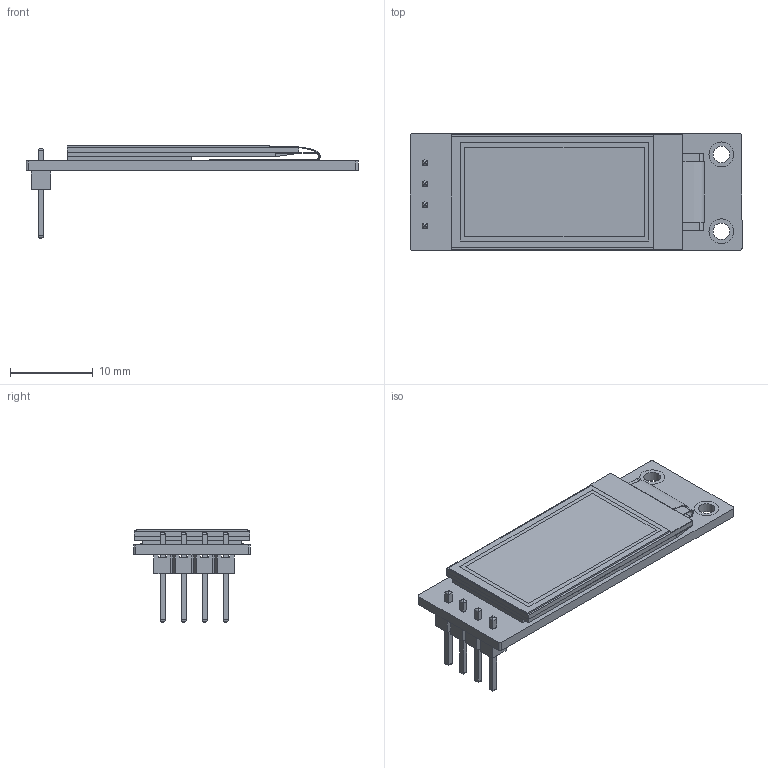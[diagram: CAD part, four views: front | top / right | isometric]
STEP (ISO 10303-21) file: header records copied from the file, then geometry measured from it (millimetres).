
FILE_DESCRIPTION(/* description */ (''),/* implementation_level */ '2;1');
FILE_NAME(/* name */ '0.96_ SSD1312 display module v21.step',/* time_stamp */ '2022-04-01T14:24:32-07:00',/* author */ (''),/* organization */ (''),/* preprocessor_version */ 'ST-DEVELOPER v18.1',/* originating_system */ 'Autodesk Translation Framework v10.14.0.1471',/* authorisation */ '');
FILE_SCHEMA (('AUTOMOTIVE_DESIGN { 1 0 10303 214 3 1 1 }'));
Length unit declared in the file: millimetre
Products named in the file (1): 0.96" SSD1312 display module
Bounding box: 40.15 x 14.1 x 11.14 mm (x, y, z)
Volume: 1332.9 mm3; surface area: 4799.1 mm2
Topology: 11 solids, 11 shells, 230 faces, 562 edges, 364 vertices
Faces by surface type: plane 164, cylinder 62, bspline 4
Full cylindrical faces by diameter (mm): 0.64 x4, 1 x2, 2 x2, 3 x4
Entity records: 7051 total; most frequent: CARTESIAN_POINT 1293, ORIENTED_EDGE 1124, DIRECTION 1101, EDGE_CURVE 562, LINE 461, VECTOR 461, VERTEX_POINT 364, AXIS2_PLACEMENT_3D 320
